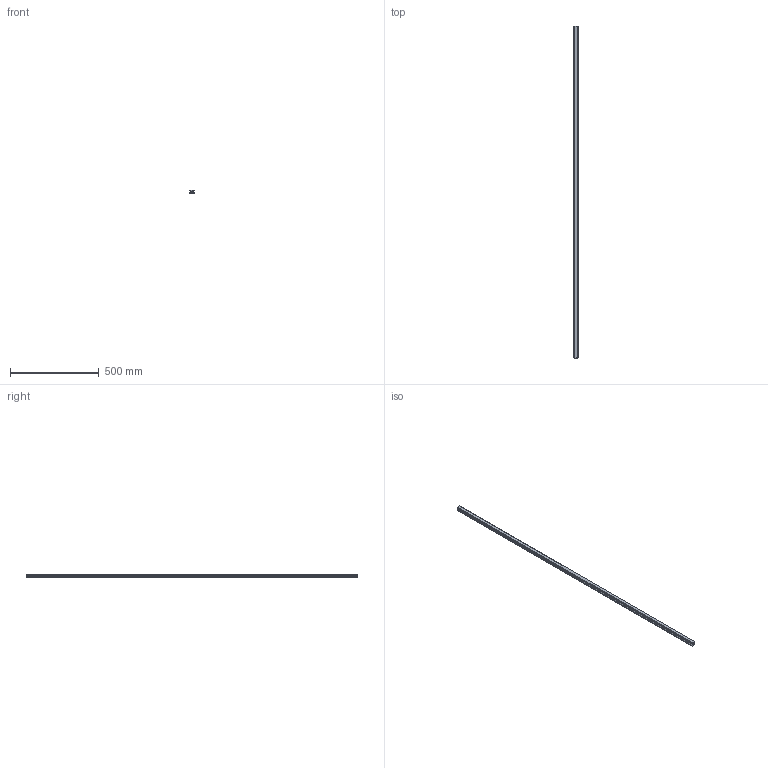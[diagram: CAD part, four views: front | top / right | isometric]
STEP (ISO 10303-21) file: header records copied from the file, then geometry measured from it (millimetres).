
FILE_DESCRIPTION(('STEP AP214'),'1');
FILE_NAME('cctmp_D5C51D65-54F9-4C29-8FEB-F650014BE49E_2021_01_25_14_39_24_0150..stp','2021-01-25T13:39:24',('HIWIN GmbH'),('CADClick - www.CADClick.com'),'Spatial InterOp 3D',' ','unknown authorization');
FILE_SCHEMA(('AUTOMOTIVE_DESIGN'));
Length unit declared in the file: millimetre
Products named in the file (1): HGR25T1870C_FILE
Bounding box: 23 x 1870 x 22 mm (x, y, z)
Volume: 808549.9 mm3; surface area: 177806.7 mm2
Topology: 1 solids, 1 shells, 328 faces, 997 edges, 613 vertices
Faces by surface type: plane 182, cylinder 84, cone 62
Entity records: 13475 total; most frequent: DIRECTION 2009, CARTESIAN_POINT 1877, ORIENTED_EDGE 1870, EDGE_CURVE 935, AXIS2_PLACEMENT_3D 745, VERTEX_POINT 613, LINE 519, VECTOR 519
